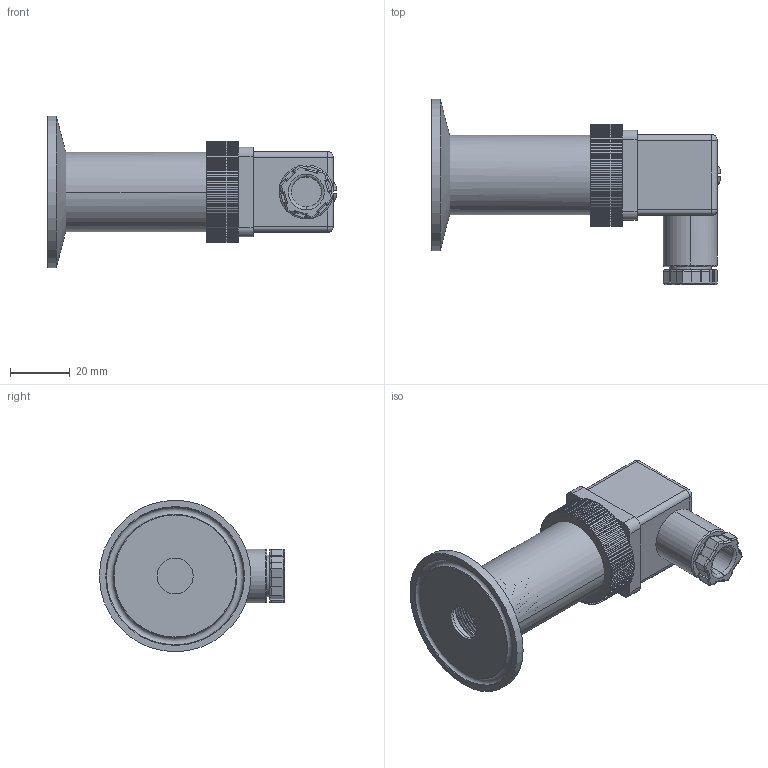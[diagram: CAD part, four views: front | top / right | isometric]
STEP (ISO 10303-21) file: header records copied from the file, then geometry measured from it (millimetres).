
FILE_DESCRIPTION(/* description */ (''),/* implementation_level */ '2;1');
FILE_NAME(/* name */ 'PM201-M22-卡盘扩散型2022.01.06.stp',/* time_stamp */ '2022-01-06T11:16:33+08:00',/* author */ (''),/* organization */ (''),/* preprocessor_version */ 'ST-DEVELOPER v16',/* originating_system */ 'SIEMENS PLM Software NX 10.0',/* authorisation */ '');
FILE_SCHEMA (('CONFIG_CONTROL_DESIGN'));
Length unit declared in the file: millimetre
Products named in the file (1): PM201-M22-卡盘扩散型2022.01.06
Bounding box: 96.2 x 61.75 x 50.5 mm (x, y, z)
Volume: 37421.8 mm3; surface area: 29200.5 mm2
Topology: 3 solids, 5 shells, 766 faces, 2143 edges, 1403 vertices
Faces by surface type: plane 419, cylinder 302, bspline 25, cone 9, torus 7, sphere 4
Full cylindrical faces by diameter (mm): 12 x1, 18 x1, 23 x1, 50.5 x1
Entity records: 31301 total; most frequent: CARTESIAN_POINT 11382, ORIENTED_EDGE 4244, DIRECTION 4048, EDGE_CURVE 2122, LINE 1430, VECTOR 1430, VERTEX_POINT 1398, AXIS2_PLACEMENT_3D 1309
